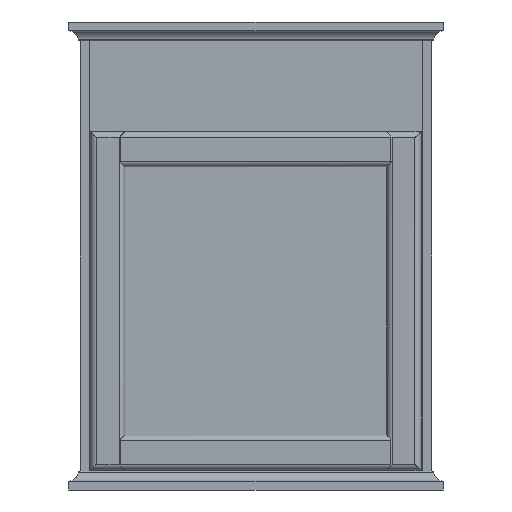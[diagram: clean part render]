
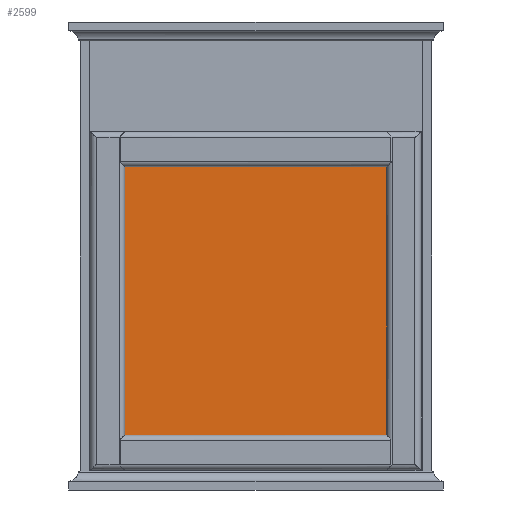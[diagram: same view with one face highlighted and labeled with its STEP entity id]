
A CAD part, front view. The second image highlights one B-rep face of the part: STEP entity #2599.
In plain terms, the highlighted face is planar.
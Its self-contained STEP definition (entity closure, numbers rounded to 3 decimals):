
#2484=DIRECTION('',(0.,-1.,0.));
#2485=VECTOR('',#2484,440.);
#2486=CARTESIAN_POINT('',(-225.,220.,2.5));
#2487=LINE('',#2486,#2485);
#2488=DIRECTION('',(-1.,0.,0.));
#2489=VECTOR('',#2488,450.);
#2490=CARTESIAN_POINT('',(225.,220.,2.5));
#2491=LINE('',#2490,#2489);
#2492=DIRECTION('',(0.,1.,0.));
#2493=VECTOR('',#2492,440.);
#2494=CARTESIAN_POINT('',(225.,-220.,2.5));
#2495=LINE('',#2494,#2493);
#2496=DIRECTION('',(1.,0.,0.));
#2497=VECTOR('',#2496,450.);
#2498=CARTESIAN_POINT('',(-225.,-220.,2.5));
#2499=LINE('',#2498,#2497);
#2508=CARTESIAN_POINT('',(-225.,220.,2.5));
#2509=CARTESIAN_POINT('',(-225.,-220.,2.5));
#2510=VERTEX_POINT('',#2508);
#2511=VERTEX_POINT('',#2509);
#2512=CARTESIAN_POINT('',(225.,-220.,2.5));
#2513=VERTEX_POINT('',#2512);
#2514=CARTESIAN_POINT('',(225.,220.,2.5));
#2515=VERTEX_POINT('',#2514);
#2588=CARTESIAN_POINT('',(0.,0.,2.5));
#2589=DIRECTION('',(0.,0.,1.));
#2590=DIRECTION('',(1.,0.,0.));
#2591=AXIS2_PLACEMENT_3D('',#2588,#2589,#2590);
#2592=PLANE('',#2591);
#2593=ORIENTED_EDGE('',*,*,#2540,.F.);
#2594=ORIENTED_EDGE('',*,*,#2555,.F.);
#2595=ORIENTED_EDGE('',*,*,#2569,.F.);
#2596=ORIENTED_EDGE('',*,*,#2582,.F.);
#2597=EDGE_LOOP('',(#2593,#2594,#2595,#2596));
#2598=FACE_OUTER_BOUND('',#2597,.F.);
#2599=ADVANCED_FACE('',(#2598),#2592,.T.);
#2540=EDGE_CURVE('',#2510,#2511,#2487,.T.);
#2555=EDGE_CURVE('',#2515,#2510,#2491,.T.);
#2569=EDGE_CURVE('',#2513,#2515,#2495,.T.);
#2582=EDGE_CURVE('',#2511,#2513,#2499,.T.);
